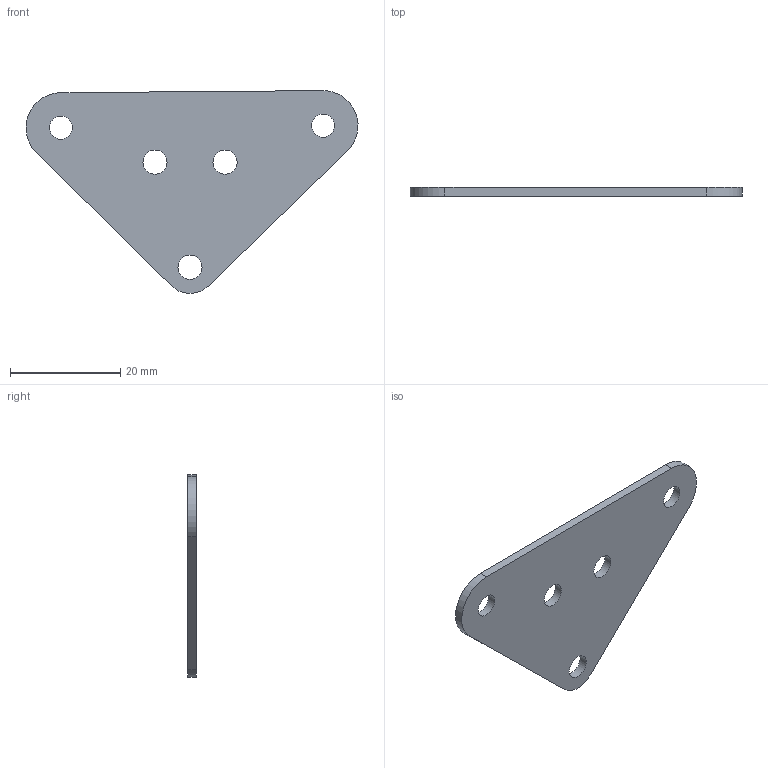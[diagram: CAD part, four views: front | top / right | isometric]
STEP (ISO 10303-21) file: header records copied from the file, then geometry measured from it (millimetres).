
FILE_DESCRIPTION(/* description */ (''),/* implementation_level */ '2;1');
FILE_NAME(/* name */ 'MOGO Clamp Gusset.stp',/* time_stamp */ '2024-12-01T16:44:19-05:00',/* author */ ('avere'),/* organization */ (''),/* preprocessor_version */ 'ST-DEVELOPER v20',/* originating_system */ 'Autodesk Inventor 2025',/* authorisation */ '');
FILE_SCHEMA (('AUTOMOTIVE_DESIGN { 1 0 10303 214 3 1 1 }'));
Length unit declared in the file: inch
Products named in the file (1): MOGO Clamp Gusset
Bounding box: 60.2 x 1.59 x 36.76 mm (x, y, z)
Volume: 2117.8 mm3; surface area: 3020.6 mm2
Topology: 1 solids, 1 shells, 13 faces, 33 edges, 22 vertices
Faces by surface type: cylinder 8, plane 5
Full cylindrical faces by diameter (mm): 4.191 x2, 4.369 x3
Entity records: 468 total; most frequent: DIRECTION 77, CARTESIAN_POINT 69, ORIENTED_EDGE 66, EDGE_CURVE 33, AXIS2_PLACEMENT_3D 30, EDGE_LOOP 23, VERTEX_POINT 22, LINE 17
